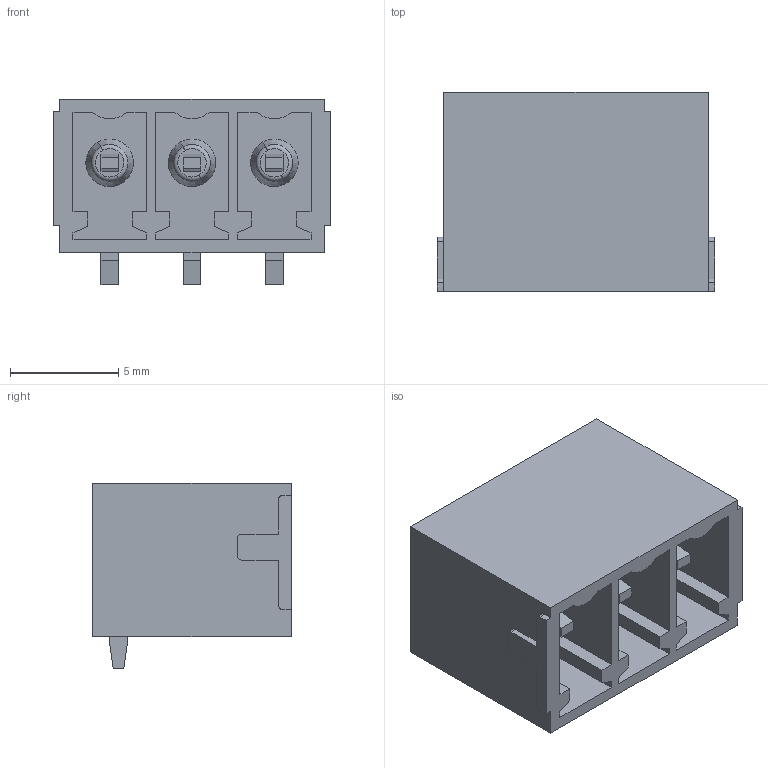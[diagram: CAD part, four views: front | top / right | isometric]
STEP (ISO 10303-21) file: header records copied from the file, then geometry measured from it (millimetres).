
FILE_DESCRIPTION(('CATIA V5 STEP Exchange','CAx-IF Rec.Pracs.--- Model Styling and Organization---1.4--- 2014-01-23'),'2;1');
FILE_NAME ('D1486666_0_1461540000_1461540000.stp','2021-05-20T09:35:23+00:00',('none'),('Weidmueller'),'CATIA Version 5-6 Release 2016 SP3 HF44','CATIA V5 STEP AP214','none');
FILE_SCHEMA(('AUTOMOTIVE_DESIGN { 1 0 10303 214 1 1 1 1 }'));
Length unit declared in the file: millimetre
Products named in the file (1): 1461540000
Bounding box: 12.82 x 9.2 x 8.6 mm (x, y, z)
Volume: 362.4 mm3; surface area: 1227.5 mm2
Topology: 4 solids, 4 shells, 226 faces, 636 edges, 424 vertices
Faces by surface type: plane 200, cylinder 14, cone 6, torus 6
Entity records: 7042 total; most frequent: ORIENTED_EDGE 1272, CARTESIAN_POINT 1212, DIRECTION 938, EDGE_CURVE 636, VECTOR 584, LINE 584, VERTEX_POINT 424, EDGE_LOOP 238
